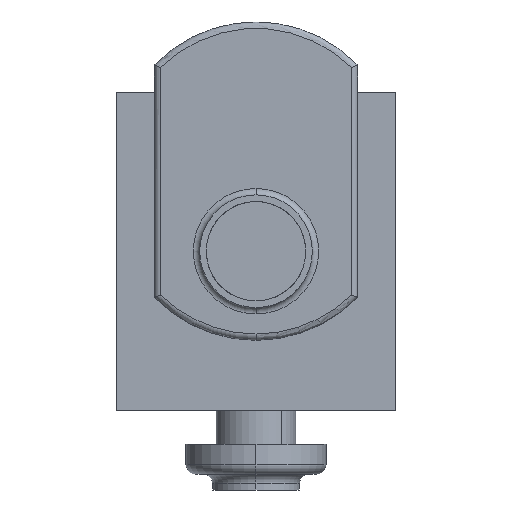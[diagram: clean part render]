
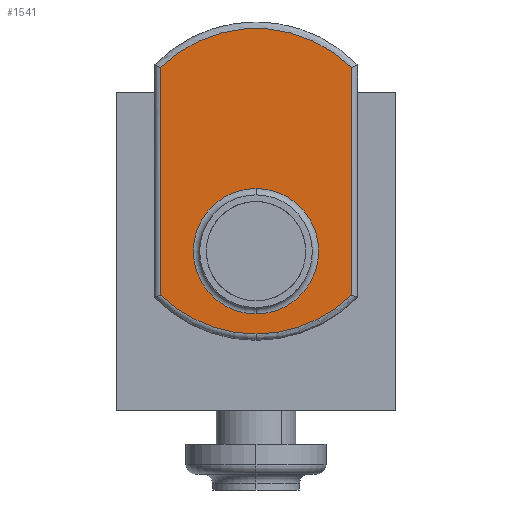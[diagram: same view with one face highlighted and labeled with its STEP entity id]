
A CAD part, front view. The second image highlights one B-rep face of the part: STEP entity #1541.
In plain terms, the highlighted face is planar.
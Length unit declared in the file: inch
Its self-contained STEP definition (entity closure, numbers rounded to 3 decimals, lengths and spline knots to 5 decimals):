
#6 = VERTEX_POINT ( 'NONE', #1944 ) ;
#80 = ORIENTED_EDGE ( 'NONE', *, *, #1501, .T. ) ;
#92 = EDGE_LOOP ( 'NONE', ( #1519, #1894 ) ) ;
#95 = EDGE_CURVE ( 'NONE', #1493, #6, #3211, .T. ) ;
#103 = ORIENTED_EDGE ( 'NONE', *, *, #572, .T. ) ;
#258 = LINE ( 'NONE', #259, #260 ) ;
#259 = CARTESIAN_POINT ( 'NONE',  ( 0.865, 0.02, 0. ) ) ;
#260 = VECTOR ( 'NONE', #261, 39.37008 ) ;
#261 = DIRECTION ( 'NONE',  ( 1., 0., 0. ) ) ;
#572 = EDGE_CURVE ( 'NONE', #6, #1415, #258, .T. ) ;
#1292 = VERTEX_POINT ( 'NONE', #2598 ) ;
#1366 = VERTEX_POINT ( 'NONE', #2715 ) ;
#1381 = EDGE_CURVE ( 'NONE', #1366, #1292, #2811, .T. ) ;
#1415 = VERTEX_POINT ( 'NONE', #3028 ) ;
#1453 = EDGE_CURVE ( 'NONE', #1415, #1879, #1939, .T. ) ;
#1471 = ORIENTED_EDGE ( 'NONE', *, *, #1498, .T. ) ;
#1482 = ORIENTED_EDGE ( 'NONE', *, *, #1453, .T. ) ;
#1493 = VERTEX_POINT ( 'NONE', #2109 ) ;
#1498 = EDGE_CURVE ( 'NONE', #1720, #1493, #2121, .T. ) ;
#1501 = EDGE_CURVE ( 'NONE', #1879, #1720, #2130, .T. ) ;
#1519 = ORIENTED_EDGE ( 'NONE', *, *, #1525, .T. ) ;
#1523 = EDGE_LOOP ( 'NONE', ( #1482, #80, #1471, #1853, #103 ) ) ;
#1525 = EDGE_CURVE ( 'NONE', #1292, #1366, #2336, .T. ) ;
#1541 = ADVANCED_FACE ( 'NONE', ( #2471, #2472 ), #2473, .F. ) ;
#1720 = VERTEX_POINT ( 'NONE', #2341 ) ;
#1853 = ORIENTED_EDGE ( 'NONE', *, *, #95, .T. ) ;
#1879 = VERTEX_POINT ( 'NONE', #2153 ) ;
#1894 = ORIENTED_EDGE ( 'NONE', *, *, #1381, .T. ) ;
#1939 = CIRCLE ( 'NONE', #1940, 0.42439 ) ;
#1940 = AXIS2_PLACEMENT_3D ( 'NONE', #1941, #1942, #1943 ) ;
#1941 = CARTESIAN_POINT ( 'NONE',  ( 0.55561, 0.319, 0. ) ) ;
#1942 = DIRECTION ( 'NONE',  ( 0., 0., 1. ) ) ;
#1943 = DIRECTION ( 'NONE',  ( -1., 0., 0. ) ) ;
#1944 = CARTESIAN_POINT ( 'NONE',  ( 0.14321, 0.02, 0. ) ) ;
#2109 = CARTESIAN_POINT ( 'NONE',  ( 0.02, 0.319, 0. ) ) ;
#2121 = CIRCLE ( 'NONE', #2122, 0.42439 ) ;
#2122 = AXIS2_PLACEMENT_3D ( 'NONE', #2123, #2124, #2125 ) ;
#2123 = CARTESIAN_POINT ( 'NONE',  ( 0.44439, 0.319, 0. ) ) ;
#2124 = DIRECTION ( 'NONE',  ( 0., 0., 1. ) ) ;
#2125 = DIRECTION ( 'NONE',  ( -1., 0., 0. ) ) ;
#2130 = LINE ( 'NONE', #2131, #2132 ) ;
#2131 = CARTESIAN_POINT ( 'NONE',  ( 0.135, 0.618, 0. ) ) ;
#2132 = VECTOR ( 'NONE', #2135, 39.37008 ) ;
#2135 = DIRECTION ( 'NONE',  ( -1., 0., 0. ) ) ;
#2153 = CARTESIAN_POINT ( 'NONE',  ( 0.85679, 0.618, 0. ) ) ;
#2336 = CIRCLE ( 'NONE', #2337, 0.197 ) ;
#2337 = AXIS2_PLACEMENT_3D ( 'NONE', #2338, #2339, #2340 ) ;
#2338 = CARTESIAN_POINT ( 'NONE',  ( 0.28, 0.319, 0. ) ) ;
#2339 = DIRECTION ( 'NONE',  ( 0., 0., -1. ) ) ;
#2340 = DIRECTION ( 'NONE',  ( -1., 0., 0. ) ) ;
#2341 = CARTESIAN_POINT ( 'NONE',  ( 0.14321, 0.618, 0. ) ) ;
#2471 = FACE_OUTER_BOUND ( 'NONE', #1523, .T. ) ;
#2472 = FACE_BOUND ( 'NONE', #92, .T. ) ;
#2473 = PLANE ( 'NONE',  #2477 ) ;
#2477 = AXIS2_PLACEMENT_3D ( 'NONE', #2478, #2479, #2480 ) ;
#2478 = CARTESIAN_POINT ( 'NONE',  ( 0., 0.638, 0. ) ) ;
#2479 = DIRECTION ( 'NONE',  ( 0., 0., -1. ) ) ;
#2480 = DIRECTION ( 'NONE',  ( -1., 0., 0. ) ) ;
#2598 = CARTESIAN_POINT ( 'NONE',  ( 0.083, 0.319, 0. ) ) ;
#2715 = CARTESIAN_POINT ( 'NONE',  ( 0.477, 0.319, 0. ) ) ;
#2811 = CIRCLE ( 'NONE', #2812, 0.197 ) ;
#2812 = AXIS2_PLACEMENT_3D ( 'NONE', #2813, #2814, #2815 ) ;
#2813 = CARTESIAN_POINT ( 'NONE',  ( 0.28, 0.319, 0. ) ) ;
#2814 = DIRECTION ( 'NONE',  ( 0., 0., -1. ) ) ;
#2815 = DIRECTION ( 'NONE',  ( -1., 0., 0. ) ) ;
#3028 = CARTESIAN_POINT ( 'NONE',  ( 0.85679, 0.02, 0. ) ) ;
#3211 = CIRCLE ( 'NONE', #3212, 0.42439 ) ;
#3212 = AXIS2_PLACEMENT_3D ( 'NONE', #3213, #3214, #3215 ) ;
#3213 = CARTESIAN_POINT ( 'NONE',  ( 0.44439, 0.319, 0. ) ) ;
#3214 = DIRECTION ( 'NONE',  ( 0., 0., 1. ) ) ;
#3215 = DIRECTION ( 'NONE',  ( -1., 0., 0. ) ) ;
